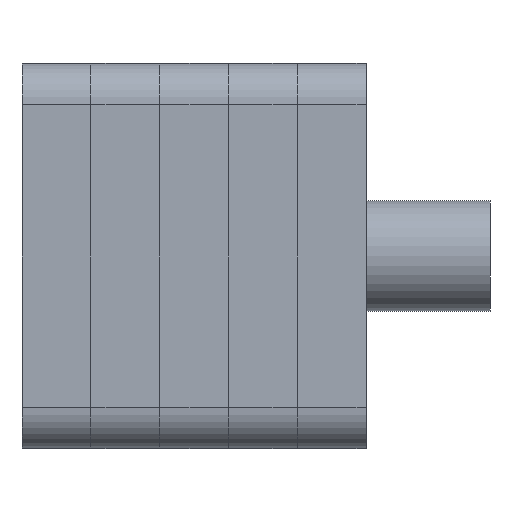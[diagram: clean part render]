
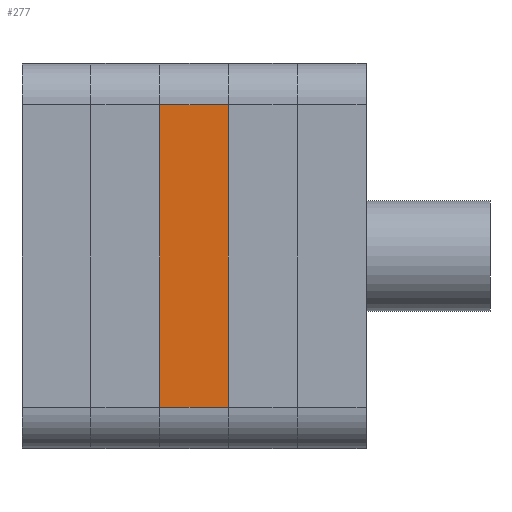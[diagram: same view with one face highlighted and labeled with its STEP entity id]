
A CAD part, left-side view. The second image highlights one B-rep face of the part: STEP entity #277.
In plain terms, the highlighted planar face has unit normal (-1, 0, 0).
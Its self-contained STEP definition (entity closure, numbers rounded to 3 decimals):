
#74 = CARTESIAN_POINT ( 'NONE',  ( -60., 10., -11. ) ) ;
#184 = DIRECTION ( 'NONE',  ( 0., 0., 1. ) ) ;
#264 = VERTEX_POINT ( 'NONE', #3474 ) ;
#277 = ADVANCED_FACE ( 'NONE', ( #2973 ), #3546, .F. ) ;
#407 = CARTESIAN_POINT ( 'NONE',  ( -60., 10., 11. ) ) ;
#564 = EDGE_CURVE ( 'NONE', #3408, #1277, #2607, .T. ) ;
#595 = VECTOR ( 'NONE', #184, 1000. ) ;
#1093 = VECTOR ( 'NONE', #3421, 1000. ) ;
#1095 = VECTOR ( 'NONE', #2466, 1000. ) ;
#1159 = EDGE_CURVE ( 'NONE', #1277, #2543, #2152, .T. ) ;
#1277 = VERTEX_POINT ( 'NONE', #74 ) ;
#1314 = VECTOR ( 'NONE', #2707, 1000. ) ;
#1566 = ORIENTED_EDGE ( 'NONE', *, *, #2009, .F. ) ;
#1692 = LINE ( 'NONE', #2158, #1095 ) ;
#1703 = ORIENTED_EDGE ( 'NONE', *, *, #2807, .T. ) ;
#1766 = CARTESIAN_POINT ( 'NONE',  ( -60., 15., -11. ) ) ;
#2009 = EDGE_CURVE ( 'NONE', #3408, #264, #2092, .T. ) ;
#2092 = LINE ( 'NONE', #2649, #595 ) ;
#2103 = CARTESIAN_POINT ( 'NONE',  ( -60., 15., 14. ) ) ;
#2152 = LINE ( 'NONE', #3251, #1314 ) ;
#2158 = CARTESIAN_POINT ( 'NONE',  ( -60., 15., 11. ) ) ;
#2221 = ORIENTED_EDGE ( 'NONE', *, *, #564, .T. ) ;
#2450 = EDGE_LOOP ( 'NONE', ( #2780, #1703, #1566, #2221 ) ) ;
#2466 = DIRECTION ( 'NONE',  ( 0., 1., 0. ) ) ;
#2543 = VERTEX_POINT ( 'NONE', #407 ) ;
#2607 = LINE ( 'NONE', #2624, #1093 ) ;
#2624 = CARTESIAN_POINT ( 'NONE',  ( -60., 15., -11. ) ) ;
#2649 = CARTESIAN_POINT ( 'NONE',  ( -60., 15., 14. ) ) ;
#2707 = DIRECTION ( 'NONE',  ( 0., 0., 1. ) ) ;
#2738 = DIRECTION ( 'NONE',  ( 1., 0., 0. ) ) ;
#2780 = ORIENTED_EDGE ( 'NONE', *, *, #1159, .T. ) ;
#2807 = EDGE_CURVE ( 'NONE', #2543, #264, #1692, .T. ) ;
#2936 = DIRECTION ( 'NONE',  ( 0., 0., -1. ) ) ;
#2973 = FACE_OUTER_BOUND ( 'NONE', #2450, .T. ) ;
#3184 = AXIS2_PLACEMENT_3D ( 'NONE', #2103, #2738, #2936 ) ;
#3251 = CARTESIAN_POINT ( 'NONE',  ( -60., 10., 14. ) ) ;
#3408 = VERTEX_POINT ( 'NONE', #1766 ) ;
#3421 = DIRECTION ( 'NONE',  ( 0., -1., 0. ) ) ;
#3474 = CARTESIAN_POINT ( 'NONE',  ( -60., 15., 11. ) ) ;
#3546 = PLANE ( 'NONE',  #3184 ) ;
